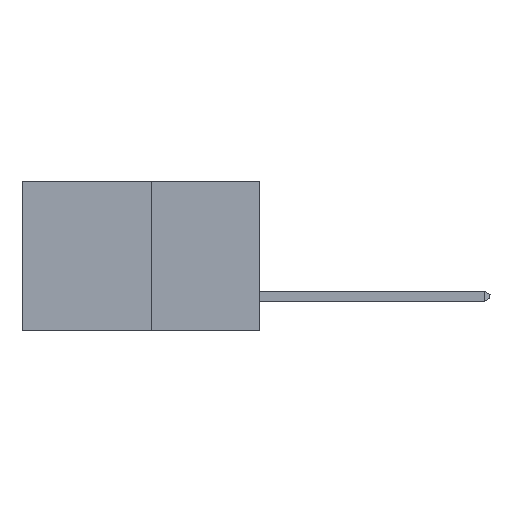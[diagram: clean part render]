
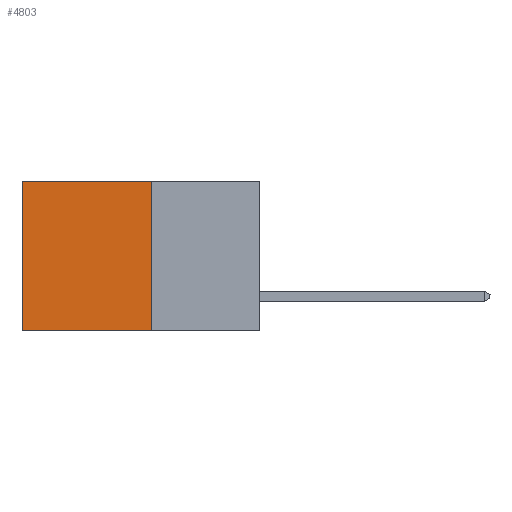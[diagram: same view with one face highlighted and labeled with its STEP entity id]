
A CAD part, left-side view. The second image highlights one B-rep face of the part: STEP entity #4803.
In plain terms, the highlighted planar face has unit normal (-1, 0, 0).
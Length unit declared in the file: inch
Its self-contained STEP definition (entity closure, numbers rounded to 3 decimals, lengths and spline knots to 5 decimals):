
#743 = CARTESIAN_POINT ( 'NONE',  ( 0.277, 0.59, 0. ) ) ;
#1099 = VERTEX_POINT ( 'NONE', #14169 ) ;
#1382 = FACE_OUTER_BOUND ( 'NONE', #2251, .T. ) ;
#1531 = ORIENTED_EDGE ( 'NONE', *, *, #2696, .F. ) ;
#2251 = EDGE_LOOP ( 'NONE', ( #4863, #13212, #1531, #12763 ) ) ;
#2300 = CARTESIAN_POINT ( 'NONE',  ( 0.277, 0.27, -0.37 ) ) ;
#2661 = LINE ( 'NONE', #14165, #14624 ) ;
#2696 = EDGE_CURVE ( 'NONE', #6210, #9662, #14158, .T. ) ;
#4217 = VECTOR ( 'NONE', #10384, 39.37008 ) ;
#4803 = ADVANCED_FACE ( 'NONE', ( #1382 ), #9322, .F. ) ;
#4863 = ORIENTED_EDGE ( 'NONE', *, *, #4942, .T. ) ;
#4942 = EDGE_CURVE ( 'NONE', #14980, #1099, #2661, .T. ) ;
#5901 = CARTESIAN_POINT ( 'NONE',  ( 0.277, 0.27, -0.37 ) ) ;
#6156 = DIRECTION ( 'NONE',  ( 0., 0., -1. ) ) ;
#6210 = VERTEX_POINT ( 'NONE', #9121 ) ;
#7066 = DIRECTION ( 'NONE',  ( 1., 0., 0. ) ) ;
#8019 = CARTESIAN_POINT ( 'NONE',  ( 0.277, 0.27, -0.37 ) ) ;
#8400 = EDGE_CURVE ( 'NONE', #9662, #1099, #13444, .T. ) ;
#8414 = VECTOR ( 'NONE', #13399, 39.37008 ) ;
#8444 = CARTESIAN_POINT ( 'NONE',  ( 0.277, 0.27, 0. ) ) ;
#8834 = CARTESIAN_POINT ( 'NONE',  ( 0.277, 0.27, -0.37 ) ) ;
#9121 = CARTESIAN_POINT ( 'NONE',  ( 0.277, 0.27, 0. ) ) ;
#9322 = PLANE ( 'NONE',  #14565 ) ;
#9633 = DIRECTION ( 'NONE',  ( 0., 1., 0. ) ) ;
#9662 = VERTEX_POINT ( 'NONE', #2300 ) ;
#10384 = DIRECTION ( 'NONE',  ( 0., 1., 0. ) ) ;
#11717 = VECTOR ( 'NONE', #9633, 39.37008 ) ;
#12071 = LINE ( 'NONE', #8444, #11717 ) ;
#12515 = EDGE_CURVE ( 'NONE', #6210, #14980, #12071, .T. ) ;
#12763 = ORIENTED_EDGE ( 'NONE', *, *, #12515, .T. ) ;
#13212 = ORIENTED_EDGE ( 'NONE', *, *, #8400, .F. ) ;
#13399 = DIRECTION ( 'NONE',  ( 0., 0., -1. ) ) ;
#13444 = LINE ( 'NONE', #8019, #4217 ) ;
#14158 = LINE ( 'NONE', #8834, #8414 ) ;
#14165 = CARTESIAN_POINT ( 'NONE',  ( 0.277, 0.59, -0.37 ) ) ;
#14169 = CARTESIAN_POINT ( 'NONE',  ( 0.277, 0.59, -0.37 ) ) ;
#14565 = AXIS2_PLACEMENT_3D ( 'NONE', #5901, #7066, #15031 ) ;
#14624 = VECTOR ( 'NONE', #6156, 39.37008 ) ;
#14980 = VERTEX_POINT ( 'NONE', #743 ) ;
#15031 = DIRECTION ( 'NONE',  ( 0., 0., -1. ) ) ;
